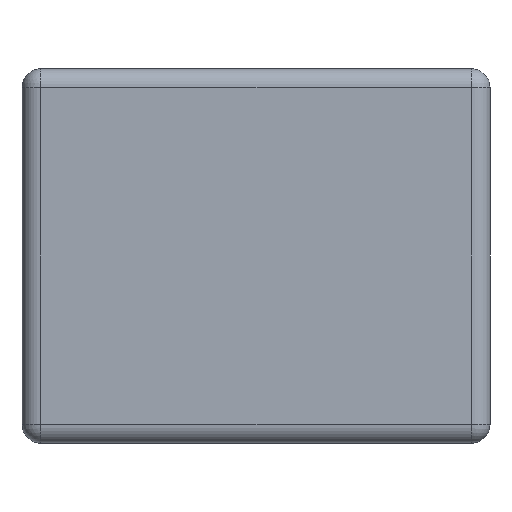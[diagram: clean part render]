
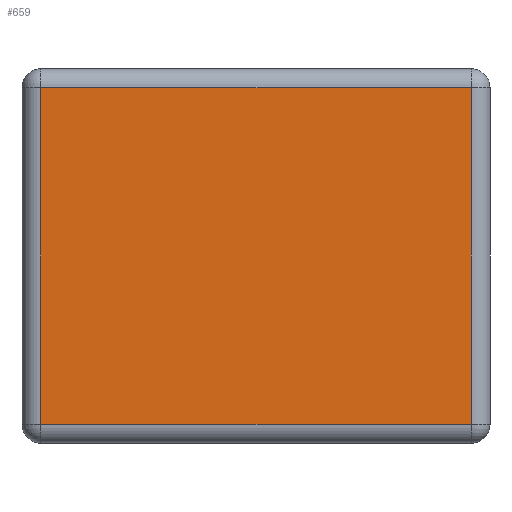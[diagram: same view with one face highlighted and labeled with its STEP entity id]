
A CAD part, left-side view. The second image highlights one B-rep face of the part: STEP entity #659.
In plain terms, the highlighted planar face has unit normal (-1, 0, 0).
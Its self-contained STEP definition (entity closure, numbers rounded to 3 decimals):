
#32=PLANE('',#711);
#51=FACE_OUTER_BOUND('',#97,.T.);
#97=EDGE_LOOP('',(#453,#454,#455,#456));
#142=LINE('',#1032,#198);
#146=LINE('',#1041,#202);
#147=LINE('',#1043,#203);
#148=LINE('',#1044,#204);
#198=VECTOR('',#802,1.);
#202=VECTOR('',#810,1.);
#203=VECTOR('',#811,1.);
#204=VECTOR('',#812,1.);
#294=VERTEX_POINT('',#1026);
#296=VERTEX_POINT('',#1030);
#299=VERTEX_POINT('',#1040);
#300=VERTEX_POINT('',#1042);
#352=EDGE_CURVE('',#296,#294,#142,.T.);
#356=EDGE_CURVE('',#294,#299,#146,.T.);
#357=EDGE_CURVE('',#300,#296,#147,.T.);
#358=EDGE_CURVE('',#299,#300,#148,.T.);
#453=ORIENTED_EDGE('',*,*,#356,.F.);
#454=ORIENTED_EDGE('',*,*,#352,.F.);
#455=ORIENTED_EDGE('',*,*,#357,.F.);
#456=ORIENTED_EDGE('',*,*,#358,.F.);
#659=ADVANCED_FACE('',(#51),#32,.T.);
#711=AXIS2_PLACEMENT_3D('',#1039,#808,#809);
#802=DIRECTION('',(0.,0.,-1.));
#808=DIRECTION('center_axis',(-1.,0.,0.));
#809=DIRECTION('ref_axis',(0.,0.,-1.));
#810=DIRECTION('',(0.,1.,0.));
#811=DIRECTION('',(0.,-1.,0.));
#812=DIRECTION('',(0.,0.,1.));
#1026=CARTESIAN_POINT('',(-1.,-0.575,0.05));
#1030=CARTESIAN_POINT('',(-1.,-0.575,0.95));
#1032=CARTESIAN_POINT('',(-1.,-0.575,0.725));
#1039=CARTESIAN_POINT('Origin',(-1.,0.,0.725));
#1040=CARTESIAN_POINT('',(-1.,0.575,0.05));
#1041=CARTESIAN_POINT('',(-1.,0.,0.05));
#1042=CARTESIAN_POINT('',(-1.,0.575,0.95));
#1043=CARTESIAN_POINT('',(-1.,0.,0.95));
#1044=CARTESIAN_POINT('',(-1.,0.575,0.725));
